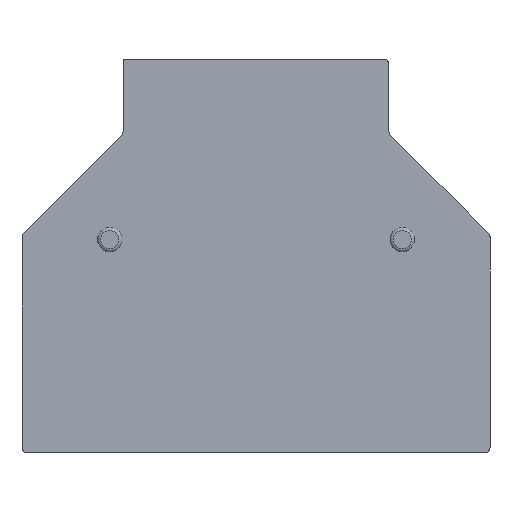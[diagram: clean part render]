
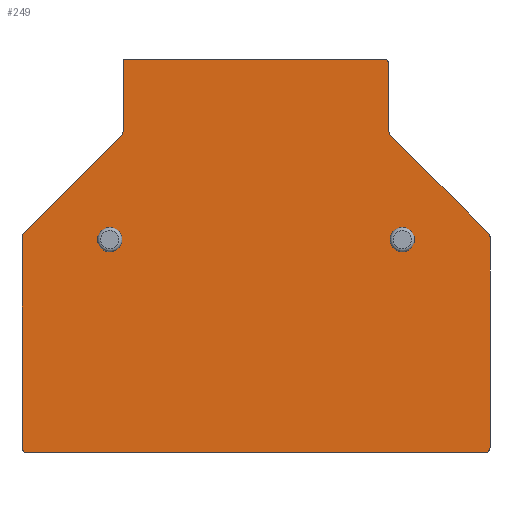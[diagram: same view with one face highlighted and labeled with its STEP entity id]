
A CAD part, front view. The second image highlights one B-rep face of the part: STEP entity #249.
In plain terms, the highlighted planar face has unit normal (0, -1, 0).
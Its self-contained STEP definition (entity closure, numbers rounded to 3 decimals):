
#2 = EDGE_LOOP ( 'NONE', ( #613 ) ) ;
#3 = DIRECTION ( 'NONE',  ( 0., 0., -1. ) ) ;
#5 = ORIENTED_EDGE ( 'NONE', *, *, #22, .F. ) ;
#9 = ORIENTED_EDGE ( 'NONE', *, *, #254, .F. ) ;
#11 = DIRECTION ( 'NONE',  ( 0.707, 0., -0.707 ) ) ;
#19 = ORIENTED_EDGE ( 'NONE', *, *, #407, .F. ) ;
#22 = EDGE_CURVE ( 'NONE', #392, #370, #204, .T. ) ;
#25 = VECTOR ( 'NONE', #225, 1000. ) ;
#29 = EDGE_LOOP ( 'NONE', ( #9 ) ) ;
#33 = CARTESIAN_POINT ( 'NONE',  ( 21.856, -1.6, -9.356 ) ) ;
#44 = FACE_BOUND ( 'NONE', #2, .T. ) ;
#45 = PLANE ( 'NONE',  #305 ) ;
#65 = ORIENTED_EDGE ( 'NONE', *, *, #230, .F. ) ;
#72 = LINE ( 'NONE', #376, #549 ) ;
#76 = DIRECTION ( 'NONE',  ( 0., 1., 0. ) ) ;
#84 = VECTOR ( 'NONE', #193, 1000. ) ;
#85 = CARTESIAN_POINT ( 'NONE',  ( -12.993, -1.6, 0.204 ) ) ;
#88 = AXIS2_PLACEMENT_3D ( 'NONE', #215, #572, #115 ) ;
#89 = DIRECTION ( 'NONE',  ( 0., 0., -1. ) ) ;
#92 = LINE ( 'NONE', #299, #114 ) ;
#99 = CIRCLE ( 'NONE', #245, 0.493 ) ;
#103 = ORIENTED_EDGE ( 'NONE', *, *, #191, .F. ) ;
#105 = DIRECTION ( 'NONE',  ( 0., 0., -1. ) ) ;
#109 = AXIS2_PLACEMENT_3D ( 'NONE', #241, #439, #304 ) ;
#111 = EDGE_CURVE ( 'NONE', #571, #355, #99, .T. ) ;
#114 = VECTOR ( 'NONE', #442, 1000. ) ;
#115 = DIRECTION ( 'NONE',  ( 1., 0., 0. ) ) ;
#120 = VERTEX_POINT ( 'NONE', #603 ) ;
#131 = EDGE_CURVE ( 'NONE', #617, #327, #136, .T. ) ;
#136 = LINE ( 'NONE', #302, #641 ) ;
#146 = ORIENTED_EDGE ( 'NONE', *, *, #418, .F. ) ;
#148 = DIRECTION ( 'NONE',  ( 0., -1., 0. ) ) ;
#154 = CARTESIAN_POINT ( 'NONE',  ( 22., -1.6, -9.704 ) ) ;
#167 = AXIS2_PLACEMENT_3D ( 'NONE', #353, #201, #105 ) ;
#169 = DIRECTION ( 'NONE',  ( -1., 0., 0. ) ) ;
#172 = LINE ( 'NONE', #222, #25 ) ;
#178 = CARTESIAN_POINT ( 'NONE',  ( 13.75, -1.6, -11.11 ) ) ;
#189 = EDGE_CURVE ( 'NONE', #370, #587, #659, .T. ) ;
#191 = EDGE_CURVE ( 'NONE', #348, #120, #92, .T. ) ;
#193 = DIRECTION ( 'NONE',  ( 0.707, 0., 0.707 ) ) ;
#199 = VECTOR ( 'NONE', #89, 1000. ) ;
#201 = DIRECTION ( 'NONE',  ( 0., -1., 0. ) ) ;
#204 = CIRCLE ( 'NONE', #633, 0.493 ) ;
#211 = VERTEX_POINT ( 'NONE', #244 ) ;
#215 = CARTESIAN_POINT ( 'NONE',  ( 12.993, -1.6, 0.204 ) ) ;
#217 = CARTESIAN_POINT ( 'NONE',  ( -21.507, -1.6, -30. ) ) ;
#222 = CARTESIAN_POINT ( 'NONE',  ( -12.5, -1.6, 7. ) ) ;
#225 = DIRECTION ( 'NONE',  ( 0., 0., 1. ) ) ;
#230 = EDGE_CURVE ( 'NONE', #120, #571, #653, .T. ) ;
#241 = CARTESIAN_POINT ( 'NONE',  ( 21.507, -1.6, -29.507 ) ) ;
#244 = CARTESIAN_POINT ( 'NONE',  ( 22., -1.6, -29.507 ) ) ;
#245 = AXIS2_PLACEMENT_3D ( 'NONE', #85, #148, #400 ) ;
#249 = ADVANCED_FACE ( 'NONE', ( #44, #447, #656 ), #45, .T. ) ;
#254 = EDGE_CURVE ( 'NONE', #507, #507, #506, .T. ) ;
#256 = LINE ( 'NONE', #514, #287 ) ;
#263 = ORIENTED_EDGE ( 'NONE', *, *, #131, .F. ) ;
#267 = CARTESIAN_POINT ( 'NONE',  ( 21.906, -1.6, -9.406 ) ) ;
#280 = EDGE_CURVE ( 'NONE', #611, #307, #450, .T. ) ;
#287 = VECTOR ( 'NONE', #3, 1000. ) ;
#290 = CARTESIAN_POINT ( 'NONE',  ( 21.507, -1.6, -30. ) ) ;
#294 = DIRECTION ( 'NONE',  ( -1., 0., 0. ) ) ;
#296 = AXIS2_PLACEMENT_3D ( 'NONE', #509, #616, #364 ) ;
#298 = EDGE_LOOP ( 'NONE', ( #263, #551, #310, #404, #19, #146, #518, #5, #323, #374, #652, #65, #103, #357 ) ) ;
#299 = CARTESIAN_POINT ( 'NONE',  ( -22., -1.6, -9.55 ) ) ;
#302 = CARTESIAN_POINT ( 'NONE',  ( -21.557, -1.6, -30. ) ) ;
#304 = DIRECTION ( 'NONE',  ( -1., 0., 0. ) ) ;
#305 = AXIS2_PLACEMENT_3D ( 'NONE', #449, #593, #609 ) ;
#307 = VERTEX_POINT ( 'NONE', #154 ) ;
#309 = CARTESIAN_POINT ( 'NONE',  ( 12.5, -1.6, 6.507 ) ) ;
#310 = ORIENTED_EDGE ( 'NONE', *, *, #352, .F. ) ;
#311 = CIRCLE ( 'NONE', #397, 0.493 ) ;
#323 = ORIENTED_EDGE ( 'NONE', *, *, #610, .F. ) ;
#327 = VERTEX_POINT ( 'NONE', #217 ) ;
#343 = DIRECTION ( 'NONE',  ( 0., 1., 0. ) ) ;
#344 = AXIS2_PLACEMENT_3D ( 'NONE', #515, #412, #169 ) ;
#347 = CIRCLE ( 'NONE', #88, 0.493 ) ;
#348 = VERTEX_POINT ( 'NONE', #361 ) ;
#352 = EDGE_CURVE ( 'NONE', #307, #211, #256, .T. ) ;
#353 = CARTESIAN_POINT ( 'NONE',  ( -13.75, -1.6, -9.96 ) ) ;
#355 = VERTEX_POINT ( 'NONE', #664 ) ;
#357 = ORIENTED_EDGE ( 'NONE', *, *, #635, .F. ) ;
#361 = CARTESIAN_POINT ( 'NONE',  ( -22., -1.6, -29.507 ) ) ;
#364 = DIRECTION ( 'NONE',  ( 0., 0., -1. ) ) ;
#367 = VECTOR ( 'NONE', #11, 1000. ) ;
#370 = VERTEX_POINT ( 'NONE', #309 ) ;
#374 = ORIENTED_EDGE ( 'NONE', *, *, #555, .F. ) ;
#376 = CARTESIAN_POINT ( 'NONE',  ( 12.007, -1.6, 7. ) ) ;
#392 = VERTEX_POINT ( 'NONE', #469 ) ;
#394 = EDGE_CURVE ( 'NONE', #637, #637, #661, .T. ) ;
#397 = AXIS2_PLACEMENT_3D ( 'NONE', #594, #343, #540 ) ;
#400 = DIRECTION ( 'NONE',  ( -1., 0., 0. ) ) ;
#404 = ORIENTED_EDGE ( 'NONE', *, *, #280, .F. ) ;
#407 = EDGE_CURVE ( 'NONE', #577, #611, #471, .T. ) ;
#412 = DIRECTION ( 'NONE',  ( 0., 1., 0. ) ) ;
#418 = EDGE_CURVE ( 'NONE', #587, #577, #347, .T. ) ;
#435 = DIRECTION ( 'NONE',  ( -1., 0., 0. ) ) ;
#436 = CARTESIAN_POINT ( 'NONE',  ( -12.644, -1.6, -0.144 ) ) ;
#439 = DIRECTION ( 'NONE',  ( 0., 1., 0. ) ) ;
#442 = DIRECTION ( 'NONE',  ( 0., 0., 1. ) ) ;
#447 = FACE_BOUND ( 'NONE', #29, .T. ) ;
#449 = CARTESIAN_POINT ( 'NONE',  ( -12.993, -1.6, 0.204 ) ) ;
#450 = CIRCLE ( 'NONE', #344, 0.493 ) ;
#458 = CIRCLE ( 'NONE', #109, 0.493 ) ;
#469 = CARTESIAN_POINT ( 'NONE',  ( 12.007, -1.6, 7. ) ) ;
#471 = LINE ( 'NONE', #267, #367 ) ;
#490 = CARTESIAN_POINT ( 'NONE',  ( 12.644, -1.6, -0.144 ) ) ;
#494 = DIRECTION ( 'NONE',  ( 1., 0., 0. ) ) ;
#506 = CIRCLE ( 'NONE', #167, 1.15 ) ;
#507 = VERTEX_POINT ( 'NONE', #528 ) ;
#509 = CARTESIAN_POINT ( 'NONE',  ( 13.75, -1.6, -9.96 ) ) ;
#514 = CARTESIAN_POINT ( 'NONE',  ( 22., -1.6, -29.507 ) ) ;
#515 = CARTESIAN_POINT ( 'NONE',  ( 21.507, -1.6, -9.704 ) ) ;
#518 = ORIENTED_EDGE ( 'NONE', *, *, #189, .F. ) ;
#524 = CARTESIAN_POINT ( 'NONE',  ( 12.007, -1.6, 6.507 ) ) ;
#525 = CARTESIAN_POINT ( 'NONE',  ( -12.5, -1.6, 7. ) ) ;
#528 = CARTESIAN_POINT ( 'NONE',  ( -13.75, -1.6, -11.11 ) ) ;
#540 = DIRECTION ( 'NONE',  ( 1., 0., 0. ) ) ;
#542 = CARTESIAN_POINT ( 'NONE',  ( 12.5, -1.6, 0.204 ) ) ;
#549 = VECTOR ( 'NONE', #494, 1000. ) ;
#551 = ORIENTED_EDGE ( 'NONE', *, *, #654, .F. ) ;
#555 = EDGE_CURVE ( 'NONE', #355, #573, #172, .T. ) ;
#571 = VERTEX_POINT ( 'NONE', #436 ) ;
#572 = DIRECTION ( 'NONE',  ( 0., -1., 0. ) ) ;
#573 = VERTEX_POINT ( 'NONE', #525 ) ;
#577 = VERTEX_POINT ( 'NONE', #490 ) ;
#581 = CARTESIAN_POINT ( 'NONE',  ( 12.5, -1.6, 0.204 ) ) ;
#587 = VERTEX_POINT ( 'NONE', #581 ) ;
#593 = DIRECTION ( 'NONE',  ( 0., -1., 0. ) ) ;
#594 = CARTESIAN_POINT ( 'NONE',  ( -21.507, -1.6, -29.507 ) ) ;
#603 = CARTESIAN_POINT ( 'NONE',  ( -22., -1.6, -9.5 ) ) ;
#608 = CARTESIAN_POINT ( 'NONE',  ( -21.906, -1.6, -9.406 ) ) ;
#609 = DIRECTION ( 'NONE',  ( 0., 0., -1. ) ) ;
#610 = EDGE_CURVE ( 'NONE', #573, #392, #72, .T. ) ;
#611 = VERTEX_POINT ( 'NONE', #33 ) ;
#613 = ORIENTED_EDGE ( 'NONE', *, *, #394, .F. ) ;
#616 = DIRECTION ( 'NONE',  ( 0., -1., 0. ) ) ;
#617 = VERTEX_POINT ( 'NONE', #290 ) ;
#633 = AXIS2_PLACEMENT_3D ( 'NONE', #524, #76, #435 ) ;
#635 = EDGE_CURVE ( 'NONE', #327, #348, #311, .T. ) ;
#637 = VERTEX_POINT ( 'NONE', #178 ) ;
#641 = VECTOR ( 'NONE', #294, 1000. ) ;
#652 = ORIENTED_EDGE ( 'NONE', *, *, #111, .F. ) ;
#653 = LINE ( 'NONE', #608, #84 ) ;
#654 = EDGE_CURVE ( 'NONE', #211, #617, #458, .T. ) ;
#656 = FACE_OUTER_BOUND ( 'NONE', #298, .T. ) ;
#659 = LINE ( 'NONE', #542, #199 ) ;
#661 = CIRCLE ( 'NONE', #296, 1.15 ) ;
#664 = CARTESIAN_POINT ( 'NONE',  ( -12.5, -1.6, 0.204 ) ) ;
